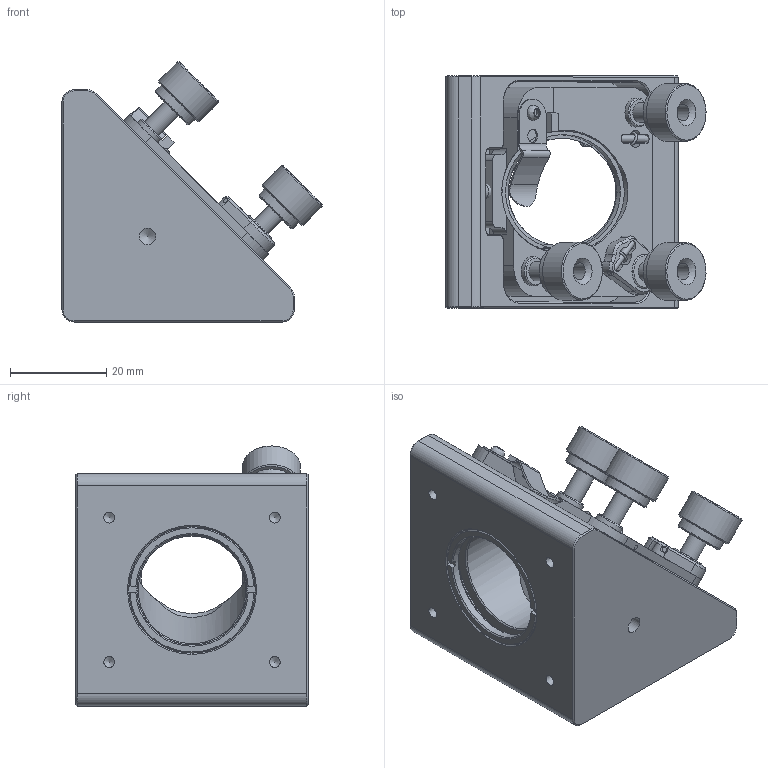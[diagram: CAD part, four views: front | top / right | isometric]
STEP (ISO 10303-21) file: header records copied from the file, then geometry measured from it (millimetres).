
FILE_DESCRIPTION (( 'STEP AP203' ), '1' );
FILE_NAME ('530121.STEP', '2025-04-27T08:09:19', ( 'Windows User' ), ( 'P R C' ), 'SwSTEP 2.0', 'SolidWorks 2020', '' );
FILE_SCHEMA (( 'CONFIG_CONTROL_DESIGN' ));
Length unit declared in the file: millimetre
Products named in the file (1): 530121
Bounding box: 54.02 x 48.26 x 54.02 mm (x, y, z)
Volume: 49020.2 mm3; surface area: 26555 mm2
Topology: 32 solids, 32 shells, 588 faces, 1402 edges, 897 vertices
Faces by surface type: plane 272, cylinder 173, cone 120, bspline 23
Full cylindrical faces by diameter (mm): 1.5 x5, 1.6 x3, 2 x3, 2.05 x1, 2.261 x8, 2.4 x2, 2.5 x1, 2.8 x2, 2.9 x3, 2.99 x3, 3 x1, 3.454 x1, 3.5 x3, 3.556 x3, 3.7 x3, 3.75 x3, 3.8 x2, 4 x5, 5 x1, 5.1 x1, 5.105 x1, 5.5 x2, 6 x5, 6.8 x2, 7 x4, 7.8 x1, 8.4 x1, 10 x3, 12 x3, 22.352 x2
Entity records: 23944 total; most frequent: CARTESIAN_POINT 11362, DIRECTION 2647, ORIENTED_EDGE 2268, EDGE_CURVE 1134, AXIS2_PLACEMENT_3D 1045, EDGE_LOOP 848, VERTEX_POINT 822, FACE_OUTER_BOUND 682
